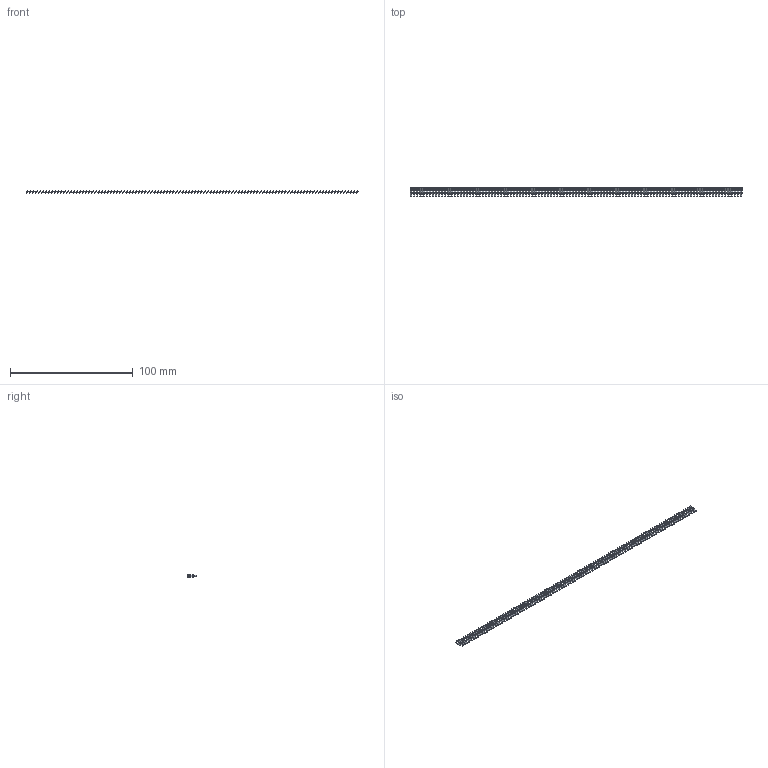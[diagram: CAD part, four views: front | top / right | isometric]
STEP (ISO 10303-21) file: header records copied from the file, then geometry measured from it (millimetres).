
FILE_DESCRIPTION (( 'STEP AP203' ), '1' );
FILE_NAME ('106-107-253-100.STEP', '2020-04-16T23:32:55', ( '' ), ( '' ), 'SwSTEP 2.0', 'SolidWorks 2016', '' );
FILE_SCHEMA (( 'CONFIG_CONTROL_DESIGN' ));
Length unit declared in the file: inch
Products named in the file (2): 100-290-001_100-290-253; 106-107-253-100
Assembly tree (107 placements, depth 2):
  106-107-253-100
    100-290-001_100-290-253  x107
Bounding box: 271.04 x 7.62 x 1.8 mm (x, y, z)
Volume: 590.4 mm3; surface area: 3681.6 mm2
Topology: 107 solids, 107 shells, 2140 faces, 5778 edges, 3852 vertices
Faces by surface type: plane 2033, cylinder 107
Entity records: 4212 total; most frequent: DIRECTION 316, CALENDAR_DATE 224, DATE_AND_TIME 224, COORDINATED_UNIVERSAL_TIME_OFFSET 224, LOCAL_TIME 224, CARTESIAN_POINT 220, AXIS2_PLACEMENT_3D 132, PERSON_AND_ORGANIZATION 123
